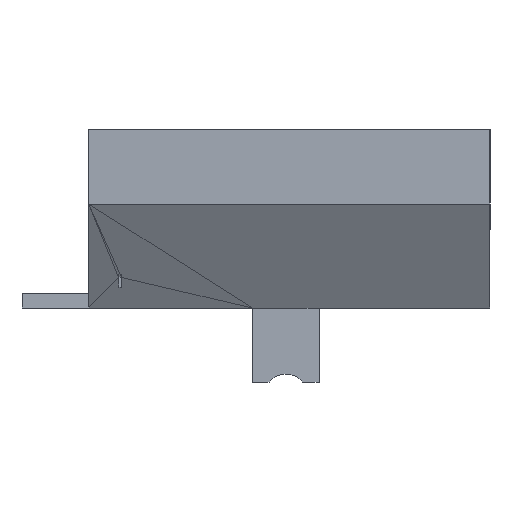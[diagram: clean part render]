
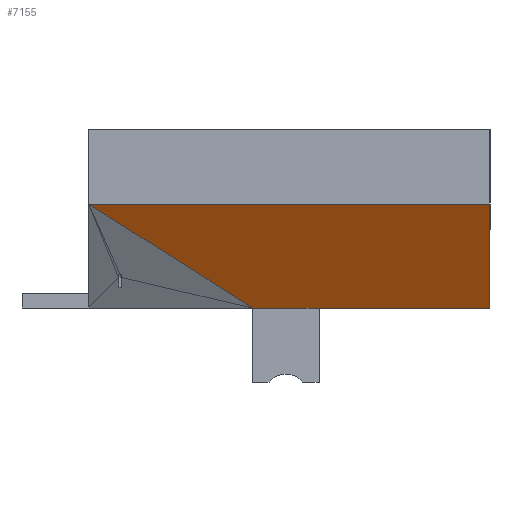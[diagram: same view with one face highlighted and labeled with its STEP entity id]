
A CAD part, left-side view. The second image highlights one B-rep face of the part: STEP entity #7155.
In plain terms, the highlighted planar face has unit normal (-0.855, 0, -0.519).
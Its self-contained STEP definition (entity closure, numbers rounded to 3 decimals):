
#3928 = PLANE('',#3929);
#3929 = AXIS2_PLACEMENT_3D('',#3930,#3931,#3932);
#3930 = CARTESIAN_POINT('',(0.005,-0.725,0.));
#3931 = DIRECTION('',(-0.,-0.,-1.));
#3932 = DIRECTION('',(-1.,0.,0.));
#4143 = VERTEX_POINT('',#4144);
#4144 = CARTESIAN_POINT('',(-2.92,-3.45,0.));
#4158 = PLANE('',#4159);
#4159 = AXIS2_PLACEMENT_3D('',#4160,#4161,#4162);
#4160 = CARTESIAN_POINT('',(0.005,-3.45,
    1.296));
#4161 = DIRECTION('',(0.,-1.,0.));
#4162 = DIRECTION('',(0.,0.,-1.));
#4170 = EDGE_CURVE('',#4143,#4171,#4173,.T.);
#4171 = VERTEX_POINT('',#4172);
#4172 = CARTESIAN_POINT('',(-2.92,-1.15,0.));
#4173 = SURFACE_CURVE('',#4174,(#4178,#4185),.PCURVE_S1.);
#4174 = LINE('',#4175,#4176);
#4175 = CARTESIAN_POINT('',(-2.92,-3.45,0.));
#4176 = VECTOR('',#4177,1.);
#4177 = DIRECTION('',(0.,1.,0.));
#4178 = PCURVE('',#3928,#4179);
#4179 = DEFINITIONAL_REPRESENTATION('',(#4180),#4184);
#4180 = LINE('',#4181,#4182);
#4181 = CARTESIAN_POINT('',(2.925,-2.725));
#4182 = VECTOR('',#4183,1.);
#4183 = DIRECTION('',(0.,1.));
#4184 = ( GEOMETRIC_REPRESENTATION_CONTEXT(2) 
PARAMETRIC_REPRESENTATION_CONTEXT() REPRESENTATION_CONTEXT('2D SPACE',''
  ) );
#4185 = PCURVE('',#4186,#4191);
#4186 = PLANE('',#4187);
#4187 = AXIS2_PLACEMENT_3D('',#4188,#4189,#4190);
#4188 = CARTESIAN_POINT('',(-3.417,-1.024,
    0.819));
#4189 = DIRECTION('',(-0.855,0.,
    -0.519));
#4190 = DIRECTION('',(0.519,0.,-0.855
    ));
#4191 = DEFINITIONAL_REPRESENTATION('',(#4192),#4196);
#4192 = LINE('',#4193,#4194);
#4193 = CARTESIAN_POINT('',(0.958,2.426));
#4194 = VECTOR('',#4195,1.);
#4195 = DIRECTION('',(0.,-1.));
#4196 = ( GEOMETRIC_REPRESENTATION_CONTEXT(2) 
PARAMETRIC_REPRESENTATION_CONTEXT() REPRESENTATION_CONTEXT('2D SPACE',''
  ) );
#4255 = VERTEX_POINT('',#4256);
#4256 = CARTESIAN_POINT('',(-2.92,-0.25,0.));
#5332 = VERTEX_POINT('',#5333);
#5333 = CARTESIAN_POINT('',(-3.77,-3.45,
    1.4));
#5347 = PLANE('',#5348);
#5348 = AXIS2_PLACEMENT_3D('',#5349,#5350,#5351);
#5349 = CARTESIAN_POINT('',(-3.77,-0.75,
    1.9));
#5350 = DIRECTION('',(-1.,-0.,-0.));
#5351 = DIRECTION('',(0.,0.,-1.));
#5359 = EDGE_CURVE('',#4143,#5332,#5360,.T.);
#5360 = SURFACE_CURVE('',#5361,(#5365,#5372),.PCURVE_S1.);
#5361 = LINE('',#5362,#5363);
#5362 = CARTESIAN_POINT('',(-2.92,-3.45,0.));
#5363 = VECTOR('',#5364,1.);
#5364 = DIRECTION('',(-0.519,0.,0.855));
#5365 = PCURVE('',#4158,#5366);
#5366 = DEFINITIONAL_REPRESENTATION('',(#5367),#5371);
#5367 = LINE('',#5368,#5369);
#5368 = CARTESIAN_POINT('',(1.296,-2.925));
#5369 = VECTOR('',#5370,1.);
#5370 = DIRECTION('',(-0.855,-0.519));
#5371 = ( GEOMETRIC_REPRESENTATION_CONTEXT(2) 
PARAMETRIC_REPRESENTATION_CONTEXT() REPRESENTATION_CONTEXT('2D SPACE',''
  ) );
#5372 = PCURVE('',#4186,#5373);
#5373 = DEFINITIONAL_REPRESENTATION('',(#5374),#5378);
#5374 = LINE('',#5375,#5376);
#5375 = CARTESIAN_POINT('',(0.958,2.426));
#5376 = VECTOR('',#5377,1.);
#5377 = DIRECTION('',(-1.,0.));
#5378 = ( GEOMETRIC_REPRESENTATION_CONTEXT(2) 
PARAMETRIC_REPRESENTATION_CONTEXT() REPRESENTATION_CONTEXT('2D SPACE',''
  ) );
#5837 = PLANE('',#5838);
#5838 = AXIS2_PLACEMENT_3D('',#5839,#5840,#5841);
#5839 = CARTESIAN_POINT('',(-2.92,-0.7,
    -0.499));
#5840 = DIRECTION('',(-1.,-0.,-0.));
#5841 = DIRECTION('',(0.,0.,-1.));
#7155 = ADVANCED_FACE('',(#7156),#4186,.T.);
#7156 = FACE_BOUND('',#7157,.T.);
#7157 = EDGE_LOOP('',(#7158,#7159,#7182,#7207,#7228));
#7158 = ORIENTED_EDGE('',*,*,#5359,.T.);
#7159 = ORIENTED_EDGE('',*,*,#7160,.T.);
#7160 = EDGE_CURVE('',#5332,#7161,#7163,.T.);
#7161 = VERTEX_POINT('',#7162);
#7162 = CARTESIAN_POINT('',(-3.77,1.95,
    1.4));
#7163 = SURFACE_CURVE('',#7164,(#7168,#7175),.PCURVE_S1.);
#7164 = LINE('',#7165,#7166);
#7165 = CARTESIAN_POINT('',(-3.77,-3.45,
    1.4));
#7166 = VECTOR('',#7167,1.);
#7167 = DIRECTION('',(0.,1.,0.));
#7168 = PCURVE('',#4186,#7169);
#7169 = DEFINITIONAL_REPRESENTATION('',(#7170),#7174);
#7170 = LINE('',#7171,#7172);
#7171 = CARTESIAN_POINT('',(-0.68,2.426));
#7172 = VECTOR('',#7173,1.);
#7173 = DIRECTION('',(0.,-1.));
#7174 = ( GEOMETRIC_REPRESENTATION_CONTEXT(2) 
PARAMETRIC_REPRESENTATION_CONTEXT() REPRESENTATION_CONTEXT('2D SPACE',''
  ) );
#7175 = PCURVE('',#5347,#7176);
#7176 = DEFINITIONAL_REPRESENTATION('',(#7177),#7181);
#7177 = LINE('',#7178,#7179);
#7178 = CARTESIAN_POINT('',(0.5,2.7));
#7179 = VECTOR('',#7180,1.);
#7180 = DIRECTION('',(0.,-1.));
#7181 = ( GEOMETRIC_REPRESENTATION_CONTEXT(2) 
PARAMETRIC_REPRESENTATION_CONTEXT() REPRESENTATION_CONTEXT('2D SPACE',''
  ) );
#7182 = ORIENTED_EDGE('',*,*,#7183,.T.);
#7183 = EDGE_CURVE('',#7161,#4255,#7184,.T.);
#7184 = SURFACE_CURVE('',#7185,(#7189,#7196),.PCURVE_S1.);
#7185 = LINE('',#7186,#7187);
#7186 = CARTESIAN_POINT('',(-3.77,1.95,
    1.4));
#7187 = VECTOR('',#7188,1.);
#7188 = DIRECTION('',(0.31,-0.802,-0.51));
#7189 = PCURVE('',#4186,#7190);
#7190 = DEFINITIONAL_REPRESENTATION('',(#7191),#7195);
#7191 = LINE('',#7192,#7193);
#7192 = CARTESIAN_POINT('',(-0.68,-2.974));
#7193 = VECTOR('',#7194,1.);
#7194 = DIRECTION('',(0.597,0.802));
#7195 = ( GEOMETRIC_REPRESENTATION_CONTEXT(2) 
PARAMETRIC_REPRESENTATION_CONTEXT() REPRESENTATION_CONTEXT('2D SPACE',''
  ) );
#7196 = PCURVE('',#7197,#7202);
#7197 = PLANE('',#7198);
#7198 = AXIS2_PLACEMENT_3D('',#7199,#7200,#7201);
#7199 = CARTESIAN_POINT('',(-3.277,0.968,
    0.589));
#7200 = DIRECTION('',(-0.855,0.,-0.519)
  );
#7201 = DIRECTION('',(0.519,0.,-0.855));
#7202 = DEFINITIONAL_REPRESENTATION('',(#7203),#7206);
#7203 = B_SPLINE_CURVE_WITH_KNOTS('',1,(#7204,#7205),.UNSPECIFIED.,.F.,
  .F.,(2,2),(0.,2.743),.PIECEWISE_BEZIER_KNOTS.);
#7204 = CARTESIAN_POINT('',(-0.949,-0.982));
#7205 = CARTESIAN_POINT('',(0.689,1.218));
#7206 = ( GEOMETRIC_REPRESENTATION_CONTEXT(2) 
PARAMETRIC_REPRESENTATION_CONTEXT() REPRESENTATION_CONTEXT('2D SPACE',''
  ) );
#7207 = ORIENTED_EDGE('',*,*,#7208,.T.);
#7208 = EDGE_CURVE('',#4255,#4171,#7209,.T.);
#7209 = SURFACE_CURVE('',#7210,(#7214,#7221),.PCURVE_S1.);
#7210 = LINE('',#7211,#7212);
#7211 = CARTESIAN_POINT('',(-2.92,-0.25,0.));
#7212 = VECTOR('',#7213,1.);
#7213 = DIRECTION('',(0.,-1.,0.));
#7214 = PCURVE('',#4186,#7215);
#7215 = DEFINITIONAL_REPRESENTATION('',(#7216),#7220);
#7216 = LINE('',#7217,#7218);
#7217 = CARTESIAN_POINT('',(0.958,-0.774));
#7218 = VECTOR('',#7219,1.);
#7219 = DIRECTION('',(0.,1.));
#7220 = ( GEOMETRIC_REPRESENTATION_CONTEXT(2) 
PARAMETRIC_REPRESENTATION_CONTEXT() REPRESENTATION_CONTEXT('2D SPACE',''
  ) );
#7221 = PCURVE('',#5837,#7222);
#7222 = DEFINITIONAL_REPRESENTATION('',(#7223),#7227);
#7223 = LINE('',#7224,#7225);
#7224 = CARTESIAN_POINT('',(-0.499,-0.45));
#7225 = VECTOR('',#7226,1.);
#7226 = DIRECTION('',(0.,1.));
#7227 = ( GEOMETRIC_REPRESENTATION_CONTEXT(2) 
PARAMETRIC_REPRESENTATION_CONTEXT() REPRESENTATION_CONTEXT('2D SPACE',''
  ) );
#7228 = ORIENTED_EDGE('',*,*,#4170,.F.);
